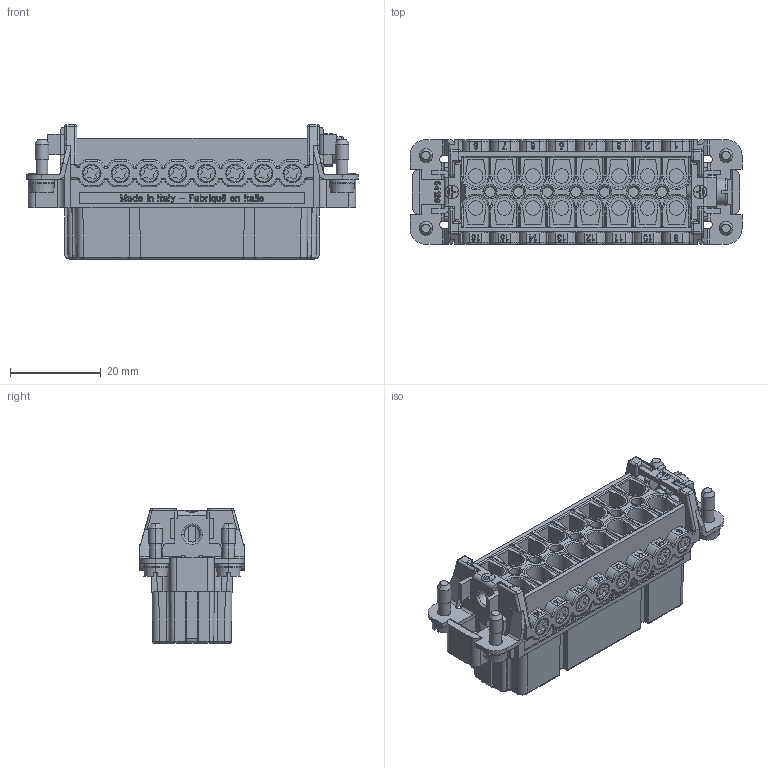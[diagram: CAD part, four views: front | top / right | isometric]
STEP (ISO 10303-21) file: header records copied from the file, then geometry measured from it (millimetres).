
FILE_DESCRIPTION(('Creo Elements/Direct Modeling STEP Export'),'2;1');
FILE_NAME('0lndrr043i7p9o95076','2016-07-04T15:37:14',(''),(''),'PTC Creo Elements/Direct Modeling STEP processor for AP214 (Solid Model)','PTC Creo Elements/Direct Modeling 19.0B 21-Mar-2015 (C) Parametric Technology GmbH','');
FILE_SCHEMA(('AUTOMOTIVE_DESIGN { 1 0 10303 214 1 1 1 1 }'));
Products named in the file (2): JDAF_16
Assembly tree (1 placements, depth 2):
  JDAF_16
    JDAF_16
Bounding box: 73 x 23 x 29.6 mm (x, y, z)
Volume: 24524.1 mm3; surface area: 15805.3 mm2
Topology: 1 solids, 3 shells, 2115 faces, 7781 edges, 5918 vertices
Faces by surface type: plane 1248, cylinder 537, torus 202, cone 76, bspline 32, sphere 20
Entity records: 111116 total; most frequent: CARTESIAN_POINT 27541, ORIENTED_EDGE 15538, DIRECTION 12032, EDGE_CURVE 7761, VERTEX_POINT 5918, VECTOR 5850, LINE 5850, AXIS2_PLACEMENT_3D 3091
